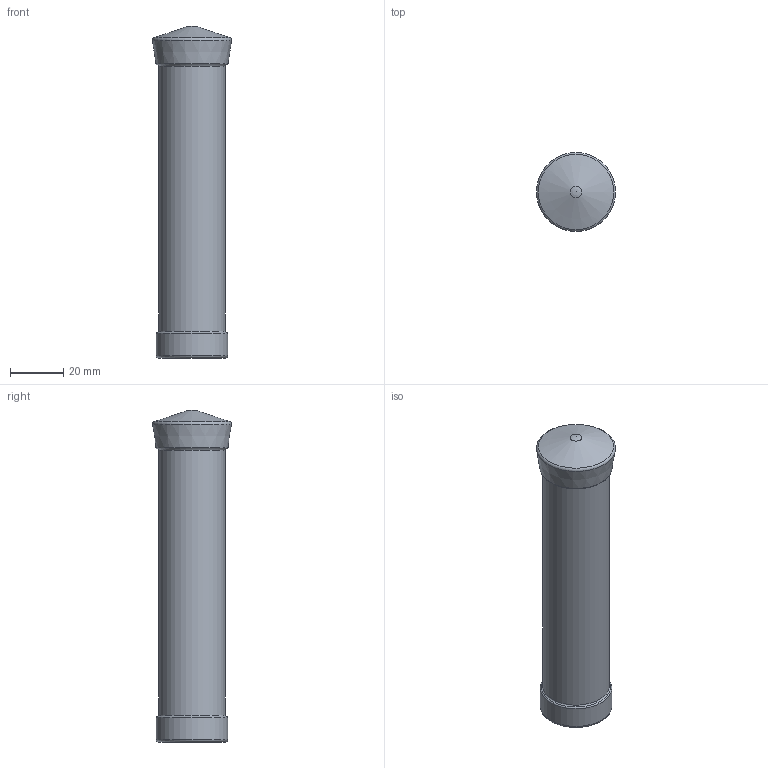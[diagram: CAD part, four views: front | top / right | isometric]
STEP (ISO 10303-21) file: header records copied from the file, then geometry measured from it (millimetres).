
FILE_DESCRIPTION(/* description */ ('File 3d .step'),/* implementation_level */ '2;1');
FILE_NAME(/* name */ '7317420',/* time_stamp */ '2019-08-26T13:33:08+02:00',/* author */ ('Zorzan D.'),/* organization */ ('Gamm Srl.'),/* preprocessor_version */ 'ST-DEVELOPER v16.7',/* originating_system */ 'DEX',/* authorisation */ $);
FILE_SCHEMA (('AUTOMOTIVE_DESIGN {1 0 10303 214 3 1 1}'));
Length unit declared in the file: millimetre
Products named in the file (1): 7317420
Bounding box: 29.77 x 29.77 x 125 mm (x, y, z)
Volume: 20933.6 mm3; surface area: 18902.5 mm2
Topology: 1 solids, 1 shells, 15 faces, 31 edges, 19 vertices
Faces by surface type: torus 6, cylinder 3, plane 3, cone 2, sphere 1
Full cylindrical faces by diameter (mm): 21 x1, 25 x1, 27 x1
Entity records: 324 total; most frequent: DIRECTION 60, CARTESIAN_POINT 44, AXIS2_PLACEMENT_3D 30, ORIENTED_EDGE 28, EDGE_LOOP 28, FACE_BOUND 28, ADVANCED_FACE 15, EDGE_CURVE 14
